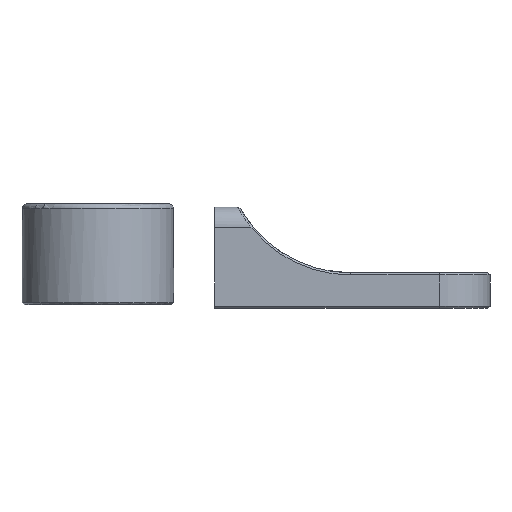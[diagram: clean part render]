
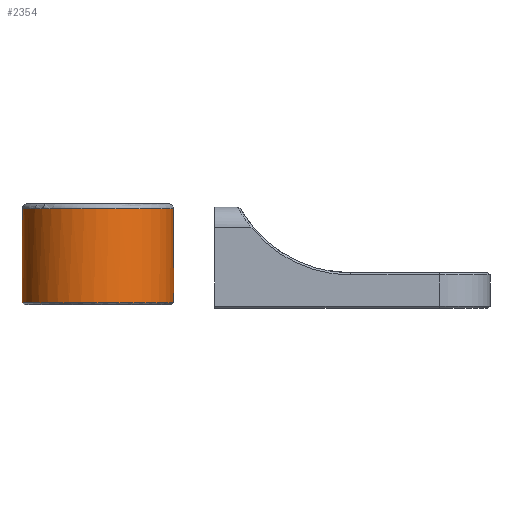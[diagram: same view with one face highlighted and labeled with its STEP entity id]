
A CAD part, front view. The second image highlights one B-rep face of the part: STEP entity #2354.
In plain terms, the highlighted cylindrical face has radius 15 mm (diameter 30 mm), a full revolution.
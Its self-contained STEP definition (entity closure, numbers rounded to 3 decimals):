
#78=CYLINDRICAL_SURFACE('',#2553,15.);
#149=LINE('',#3653,#322);
#154=LINE('',#3803,#327);
#155=LINE('',#3808,#328);
#322=VECTOR('',#2846,10.);
#327=VECTOR('',#2883,10.);
#328=VECTOR('',#2888,15.);
#549=FACE_OUTER_BOUND('',#698,.T.);
#698=EDGE_LOOP('',(#1766,#1767,#1768,#1769,#1770,#1771,#1772,#1773,#1774));
#925=CIRCLE('',#2521,15.);
#928=CIRCLE('',#2528,15.);
#929=CIRCLE('',#2529,15.);
#941=CIRCLE('',#2554,15.);
#942=CIRCLE('',#2555,15.);
#1043=VERTEX_POINT('',#3587);
#1044=VERTEX_POINT('',#3596);
#1049=VERTEX_POINT('',#3622);
#1050=VERTEX_POINT('',#3626);
#1051=VERTEX_POINT('',#3628);
#1062=VERTEX_POINT('',#3805);
#1063=VERTEX_POINT('',#3806);
#1281=EDGE_CURVE('',#1043,#1044,#925,.T.);
#1291=EDGE_CURVE('',#1049,#1050,#928,.T.);
#1292=EDGE_CURVE('',#1050,#1051,#929,.T.);
#1303=EDGE_CURVE('',#1043,#1051,#149,.T.);
#1320=EDGE_CURVE('',#1049,#1044,#154,.T.);
#1321=EDGE_CURVE('',#1062,#1063,#941,.T.);
#1322=EDGE_CURVE('',#1062,#1050,#155,.T.);
#1323=EDGE_CURVE('',#1063,#1062,#942,.T.);
#1766=ORIENTED_EDGE('',*,*,#1321,.F.);
#1767=ORIENTED_EDGE('',*,*,#1322,.T.);
#1768=ORIENTED_EDGE('',*,*,#1291,.F.);
#1769=ORIENTED_EDGE('',*,*,#1320,.T.);
#1770=ORIENTED_EDGE('',*,*,#1281,.F.);
#1771=ORIENTED_EDGE('',*,*,#1303,.T.);
#1772=ORIENTED_EDGE('',*,*,#1292,.F.);
#1773=ORIENTED_EDGE('',*,*,#1322,.F.);
#1774=ORIENTED_EDGE('',*,*,#1323,.F.);
#2354=ADVANCED_FACE('',(#549),#78,.T.);
#2521=AXIS2_PLACEMENT_3D('',#3597,#2802,#2803);
#2528=AXIS2_PLACEMENT_3D('',#3627,#2821,#2822);
#2529=AXIS2_PLACEMENT_3D('',#3629,#2823,#2824);
#2553=AXIS2_PLACEMENT_3D('',#3804,#2884,#2885);
#2554=AXIS2_PLACEMENT_3D('',#3807,#2886,#2887);
#2555=AXIS2_PLACEMENT_3D('',#3809,#2889,#2890);
#2802=DIRECTION('center_axis',(0.,0.,
-1.));
#2803=DIRECTION('ref_axis',(-1.,0.,0.));
#2821=DIRECTION('center_axis',(0.,0.,
-1.));
#2822=DIRECTION('ref_axis',(0.707,0.707,0.));
#2823=DIRECTION('center_axis',(0.,0.,
-1.));
#2824=DIRECTION('ref_axis',(0.707,0.707,0.));
#2846=DIRECTION('',(0.,0.,-1.));
#2883=DIRECTION('',(0.,0.,1.));
#2884=DIRECTION('center_axis',(0.,0.,
1.));
#2885=DIRECTION('ref_axis',(-0.707,-0.707,0.));
#2886=DIRECTION('center_axis',(0.,0.,
1.));
#2887=DIRECTION('ref_axis',(-0.412,0.911,0.));
#2888=DIRECTION('',(0.,0.,-1.));
#2889=DIRECTION('center_axis',(0.,0.,
1.));
#2890=DIRECTION('ref_axis',(-0.412,0.911,0.));
#3587=CARTESIAN_POINT('',(-39.049,10.855,4.3));
#3596=CARTESIAN_POINT('',(-39.049,31.145,4.3));
#3597=CARTESIAN_POINT('Origin',(-28.,21.,4.3));
#3622=CARTESIAN_POINT('',(-39.049,31.145,-9.3));
#3626=CARTESIAN_POINT('',(-17.393,31.607,-9.3));
#3627=CARTESIAN_POINT('Origin',(-28.,21.,-9.3));
#3628=CARTESIAN_POINT('',(-39.049,10.855,-9.3));
#3629=CARTESIAN_POINT('Origin',(-28.,21.,-9.3));
#3653=CARTESIAN_POINT('',(-39.049,10.855,-9.7));
#3803=CARTESIAN_POINT('',(-39.049,31.145,-9.7));
#3804=CARTESIAN_POINT('Origin',(-28.,21.,-9.7));
#3805=CARTESIAN_POINT('',(-17.393,31.607,9.3));
#3806=CARTESIAN_POINT('',(-21.823,7.331,9.3));
#3807=CARTESIAN_POINT('Origin',(-28.,21.,9.3));
#3808=CARTESIAN_POINT('',(-17.393,31.607,-9.7));
#3809=CARTESIAN_POINT('Origin',(-28.,21.,9.3));
